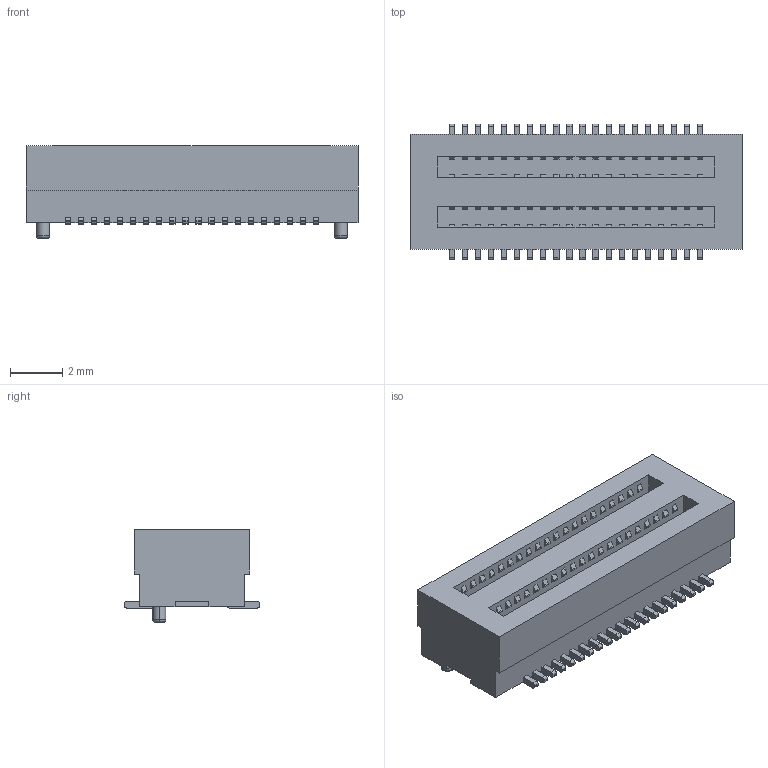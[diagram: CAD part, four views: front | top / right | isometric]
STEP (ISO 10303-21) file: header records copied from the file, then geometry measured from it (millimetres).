
FILE_DESCRIPTION((''),'2;1');
FILE_NAME('10165431-104000LF','2024-04-15T13:39:39',('LuSa'),(''),'CREO PARAMETRIC BY PTC INC, 2021184','CREO PARAMETRIC BY PTC INC, 2021184','');
FILE_SCHEMA(('AUTOMOTIVE_DESIGN { 1 0 10303 214 1 1 1 1 }'));
Length unit declared in the file: millimetre
Products named in the file (1): 10165431-104000LF
Bounding box: 12.7 x 5.2 x 3.55 mm (x, y, z)
Volume: 126.4 mm3; surface area: 332.7 mm2
Topology: 1 solids, 1 shells, 758 faces, 2012 edges, 1340 vertices
Faces by surface type: plane 550, cylinder 204, torus 4
Entity records: 23936 total; most frequent: CARTESIAN_POINT 4169, DIRECTION 4051, ORIENTED_EDGE 4024, EDGE_CURVE 2012, VECTOR 1598, LINE 1598, VERTEX_POINT 1340, AXIS2_PLACEMENT_3D 1225
